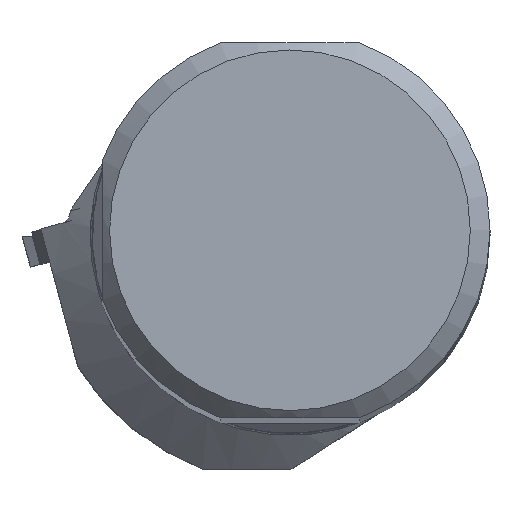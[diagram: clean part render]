
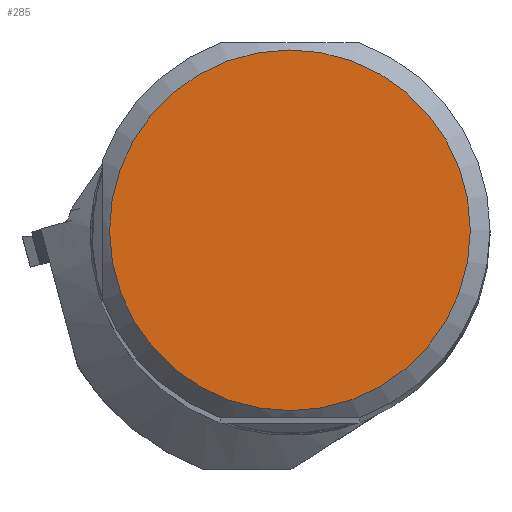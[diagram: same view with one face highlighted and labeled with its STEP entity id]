
A CAD part, top view. The second image highlights one B-rep face of the part: STEP entity #285.
In plain terms, the highlighted planar face has unit normal (0, 0, 1).
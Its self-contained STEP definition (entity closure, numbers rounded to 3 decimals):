
#178=PLANE('',#1883);
#285=ADVANCED_FACE('',(#390),#178,.T.);
#390=FACE_OUTER_BOUND('',#481,.T.);
#481=EDGE_LOOP('',(#895));
#535=CIRCLE('',#1879,22.888);
#895=ORIENTED_EDGE('',*,*,#1370,.T.);
#1155=VERTEX_POINT('',#3082);
#1370=EDGE_CURVE('',#1155,#1155,#535,.T.);
#1879=AXIS2_PLACEMENT_3D('',#3081,#2286,#2287);
#1883=AXIS2_PLACEMENT_3D('',#3090,#2296,#2297);
#2286=DIRECTION('',(0.,0.,1.));
#2287=DIRECTION('',(1.,0.,0.));
#2296=DIRECTION('',(0.,0.,1.));
#2297=DIRECTION('',(1.,0.,0.));
#3081=CARTESIAN_POINT('',(0.,0.,0.));
#3082=CARTESIAN_POINT('',(22.888,0.,0.));
#3090=CARTESIAN_POINT('',(0.,0.,
0.));
